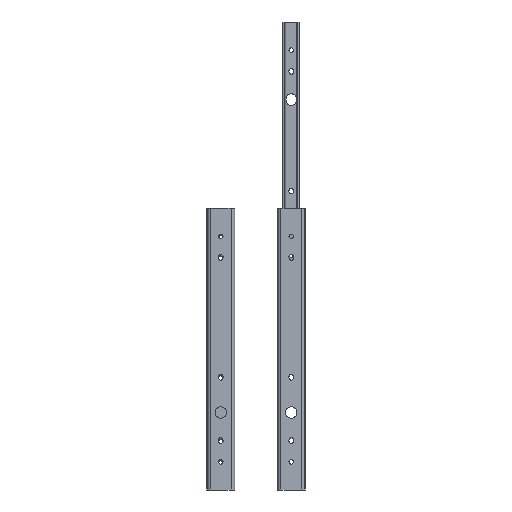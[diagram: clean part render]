
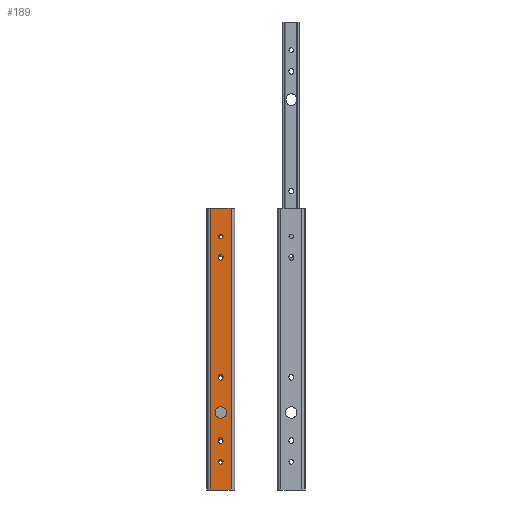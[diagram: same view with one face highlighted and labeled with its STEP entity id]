
A CAD part, left-side view. The second image highlights one B-rep face of the part: STEP entity #189.
In plain terms, the highlighted planar face has unit normal (-1, 0, 0).
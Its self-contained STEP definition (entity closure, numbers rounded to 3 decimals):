
#189=ADVANCED_FACE('',(#377,#378,#379,#380,#381,#382,#383),#376,.T.);
#376=PLANE('',#2012);
#377=FACE_OUTER_BOUND('',#2013,.T.);
#378=FACE_BOUND('',#2014,.T.);
#379=FACE_BOUND('',#2015,.T.);
#380=FACE_BOUND('',#2016,.T.);
#381=FACE_BOUND('',#2017,.T.);
#382=FACE_BOUND('',#2018,.T.);
#383=FACE_BOUND('',#2019,.T.);
#2009=CARTESIAN_POINT('',(0.,58.8,-368.605));
#2010=DIRECTION('',(-1.,0.,0.));
#2011=DIRECTION('',(0.,-1.,0.));
#2012=AXIS2_PLACEMENT_3D('',#2009,#2010,#2011);
#2013=EDGE_LOOP('',(#2874,#2875,#2876,#2877));
#2014=EDGE_LOOP('',(#2878,#2879));
#2015=EDGE_LOOP('',(#2880,#2881));
#2016=EDGE_LOOP('',(#2882,#2883,#2884,#2885));
#2017=EDGE_LOOP('',(#2886,#2887));
#2018=EDGE_LOOP('',(#2888,#2889,#2890,#2891));
#2019=EDGE_LOOP('',(#2892,#2893,#2894,#2895));
#2874=ORIENTED_EDGE('',*,*,#3783,.F.);
#2875=ORIENTED_EDGE('',*,*,#3784,.F.);
#2876=ORIENTED_EDGE('',*,*,#3773,.T.);
#2877=ORIENTED_EDGE('',*,*,#3785,.T.);
#2878=ORIENTED_EDGE('',*,*,#3786,.T.);
#2879=ORIENTED_EDGE('',*,*,#3787,.T.);
#2880=ORIENTED_EDGE('',*,*,#3788,.T.);
#2881=ORIENTED_EDGE('',*,*,#3789,.T.);
#2882=ORIENTED_EDGE('',*,*,#3790,.T.);
#2883=ORIENTED_EDGE('',*,*,#3791,.T.);
#2884=ORIENTED_EDGE('',*,*,#3792,.T.);
#2885=ORIENTED_EDGE('',*,*,#3793,.T.);
#2886=ORIENTED_EDGE('',*,*,#3794,.T.);
#2887=ORIENTED_EDGE('',*,*,#3795,.T.);
#2888=ORIENTED_EDGE('',*,*,#3796,.T.);
#2889=ORIENTED_EDGE('',*,*,#3797,.T.);
#2890=ORIENTED_EDGE('',*,*,#3798,.T.);
#2891=ORIENTED_EDGE('',*,*,#3799,.T.);
#2892=ORIENTED_EDGE('',*,*,#3800,.T.);
#2893=ORIENTED_EDGE('',*,*,#3801,.T.);
#2894=ORIENTED_EDGE('',*,*,#3802,.T.);
#2895=ORIENTED_EDGE('',*,*,#3803,.T.);
#3773=EDGE_CURVE('',#4343,#4336,#4344,.T.);
#3783=EDGE_CURVE('',#4411,#4412,#4413,.T.);
#3784=EDGE_CURVE('',#4343,#4411,#4419,.T.);
#3785=EDGE_CURVE('',#4336,#4412,#4425,.T.);
#3786=EDGE_CURVE('',#4431,#4432,#4433,.T.);
#3787=EDGE_CURVE('',#4432,#4431,#4439,.T.);
#3788=EDGE_CURVE('',#4445,#4446,#4447,.T.);
#3789=EDGE_CURVE('',#4446,#4445,#4453,.T.);
#3790=EDGE_CURVE('',#4459,#4460,#4461,.T.);
#3791=EDGE_CURVE('',#4460,#4467,#4468,.T.);
#3792=EDGE_CURVE('',#4467,#4474,#4475,.T.);
#3793=EDGE_CURVE('',#4474,#4459,#4481,.T.);
#3794=EDGE_CURVE('',#4487,#4488,#4489,.T.);
#3795=EDGE_CURVE('',#4488,#4487,#4495,.T.);
#3796=EDGE_CURVE('',#4501,#4502,#4503,.T.);
#3797=EDGE_CURVE('',#4502,#4509,#4510,.T.);
#3798=EDGE_CURVE('',#4509,#4516,#4517,.T.);
#3799=EDGE_CURVE('',#4516,#4501,#4523,.T.);
#3800=EDGE_CURVE('',#4529,#4530,#4531,.T.);
#3801=EDGE_CURVE('',#4530,#4537,#4538,.T.);
#3802=EDGE_CURVE('',#4537,#4544,#4545,.T.);
#3803=EDGE_CURVE('',#4544,#4529,#4551,.T.);
#4336=VERTEX_POINT('',#7332);
#4343=VERTEX_POINT('',#7337);
#4344=LINE('',#7338,#7339);
#4411=VERTEX_POINT('',#7379);
#4412=VERTEX_POINT('',#7380);
#4413=LINE('',#7381,#7382);
#4419=LINE('',#7384,#7385);
#4425=LINE('',#7387,#7388);
#4431=VERTEX_POINT('',#7390);
#4432=VERTEX_POINT('',#7391);
#4433=CIRCLE('',#7395,1.6);
#4439=CIRCLE('',#7399,1.6);
#4445=VERTEX_POINT('',#7400);
#4446=VERTEX_POINT('',#7401);
#4447=CIRCLE('',#7405,1.6);
#4453=CIRCLE('',#7409,1.6);
#4459=VERTEX_POINT('',#7410);
#4460=VERTEX_POINT('',#7411);
#4461=CIRCLE('',#7415,1.6);
#4467=VERTEX_POINT('',#7416);
#4468=LINE('',#7417,#7418);
#4474=VERTEX_POINT('',#7420);
#4475=CIRCLE('',#7424,1.6);
#4481=LINE('',#7425,#7426);
#4487=VERTEX_POINT('',#7428);
#4488=VERTEX_POINT('',#7429);
#4489=CIRCLE('',#7433,4.);
#4495=CIRCLE('',#7437,4.);
#4501=VERTEX_POINT('',#7438);
#4502=VERTEX_POINT('',#7439);
#4503=LINE('',#7440,#7441);
#4509=VERTEX_POINT('',#7443);
#4510=CIRCLE('',#7447,1.6);
#4516=VERTEX_POINT('',#7448);
#4517=LINE('',#7449,#7450);
#4523=CIRCLE('',#7455,1.6);
#4529=VERTEX_POINT('',#7456);
#4530=VERTEX_POINT('',#7457);
#4531=CIRCLE('',#7461,1.6);
#4537=VERTEX_POINT('',#7462);
#4538=LINE('',#7463,#7464);
#4544=VERTEX_POINT('',#7466);
#4545=CIRCLE('',#7470,1.6);
#4551=LINE('',#7471,#7472);
#7332=CARTESIAN_POINT('',(0.,42.667,-358.605));
#7337=CARTESIAN_POINT('',(0.,57.333,-358.605));
#7338=CARTESIAN_POINT('',(0.,57.333,-358.605));
#7339=VECTOR('',#7340,14.667);
#7340=DIRECTION('',(0.,-1.,0.));
#7379=CARTESIAN_POINT('',(0.,57.333,-158.605));
#7380=CARTESIAN_POINT('',(0.,42.667,-158.605));
#7381=CARTESIAN_POINT('',(0.,57.333,-158.605));
#7382=VECTOR('',#7383,14.667);
#7383=DIRECTION('',(0.,-1.,0.));
#7384=CARTESIAN_POINT('',(0.,57.333,-358.605));
#7385=VECTOR('',#7386,200.);
#7386=DIRECTION('',(0.,0.,1.));
#7387=CARTESIAN_POINT('',(0.,42.667,-358.605));
#7388=VECTOR('',#7389,200.);
#7389=DIRECTION('',(0.,0.,1.));
#7390=CARTESIAN_POINT('',(0.,50.,-340.205));
#7391=CARTESIAN_POINT('',(0.,50.,-337.005));
#7392=CARTESIAN_POINT('',(0.,50.,-338.605));
#7393=DIRECTION('',(1.,0.,0.));
#7394=DIRECTION('',(0.,0.,-1.));
#7395=AXIS2_PLACEMENT_3D('',#7392,#7393,#7394);
#7396=CARTESIAN_POINT('',(0.,50.,-338.605));
#7397=DIRECTION('',(1.,0.,0.));
#7398=DIRECTION('',(0.,0.,-1.));
#7399=AXIS2_PLACEMENT_3D('',#7396,#7397,#7398);
#7400=CARTESIAN_POINT('',(0.,50.,-180.205));
#7401=CARTESIAN_POINT('',(0.,50.,-177.005));
#7402=CARTESIAN_POINT('',(0.,50.,-178.605));
#7403=DIRECTION('',(1.,0.,0.));
#7404=DIRECTION('',(0.,0.,-1.));
#7405=AXIS2_PLACEMENT_3D('',#7402,#7403,#7404);
#7406=CARTESIAN_POINT('',(0.,50.,-178.605));
#7407=DIRECTION('',(1.,0.,0.));
#7408=DIRECTION('',(0.,0.,-1.));
#7409=AXIS2_PLACEMENT_3D('',#7406,#7407,#7408);
#7410=CARTESIAN_POINT('',(0.,48.4,-279.005));
#7411=CARTESIAN_POINT('',(0.,51.6,-279.005));
#7412=CARTESIAN_POINT('',(0.,50.,-279.005));
#7413=DIRECTION('',(1.,0.,0.));
#7414=DIRECTION('',(0.,0.,1.));
#7415=AXIS2_PLACEMENT_3D('',#7412,#7413,#7414);
#7416=CARTESIAN_POINT('',(0.,51.6,-278.205));
#7417=CARTESIAN_POINT('',(0.,51.6,-279.005));
#7418=VECTOR('',#7419,0.8);
#7419=DIRECTION('',(0.,0.,1.));
#7420=CARTESIAN_POINT('',(0.,48.4,-278.205));
#7421=CARTESIAN_POINT('',(0.,50.,-278.205));
#7422=DIRECTION('',(1.,0.,0.));
#7423=DIRECTION('',(0.,1.,0.));
#7424=AXIS2_PLACEMENT_3D('',#7421,#7422,#7423);
#7425=CARTESIAN_POINT('',(0.,48.4,-278.205));
#7426=VECTOR('',#7427,0.8);
#7427=DIRECTION('',(0.,0.,-1.));
#7428=CARTESIAN_POINT('',(0.,50.,-307.605));
#7429=CARTESIAN_POINT('',(0.,50.,-299.605));
#7430=CARTESIAN_POINT('',(0.,50.,-303.605));
#7431=DIRECTION('',(1.,0.,0.));
#7432=DIRECTION('',(0.,0.,-1.));
#7433=AXIS2_PLACEMENT_3D('',#7430,#7431,#7432);
#7434=CARTESIAN_POINT('',(0.,50.,-303.605));
#7435=DIRECTION('',(1.,0.,0.));
#7436=DIRECTION('',(0.,0.,-1.));
#7437=AXIS2_PLACEMENT_3D('',#7434,#7435,#7436);
#7438=CARTESIAN_POINT('',(0.,48.4,-193.205));
#7439=CARTESIAN_POINT('',(0.,48.4,-194.005));
#7440=CARTESIAN_POINT('',(0.,48.4,-193.205));
#7441=VECTOR('',#7442,0.8);
#7442=DIRECTION('',(0.,0.,-1.));
#7443=CARTESIAN_POINT('',(0.,51.6,-194.005));
#7444=CARTESIAN_POINT('',(0.,50.,-194.005));
#7445=DIRECTION('',(1.,0.,0.));
#7446=DIRECTION('',(0.,0.,1.));
#7447=AXIS2_PLACEMENT_3D('',#7444,#7445,#7446);
#7448=CARTESIAN_POINT('',(0.,51.6,-193.205));
#7449=CARTESIAN_POINT('',(0.,51.6,-194.005));
#7450=VECTOR('',#7451,0.8);
#7451=DIRECTION('',(0.,0.,1.));
#7452=CARTESIAN_POINT('',(0.,50.,-193.205));
#7453=DIRECTION('',(1.,0.,0.));
#7454=DIRECTION('',(0.,1.,0.));
#7455=AXIS2_PLACEMENT_3D('',#7452,#7453,#7454);
#7456=CARTESIAN_POINT('',(0.,48.4,-324.005));
#7457=CARTESIAN_POINT('',(0.,51.6,-324.005));
#7458=CARTESIAN_POINT('',(0.,50.,-324.005));
#7459=DIRECTION('',(1.,0.,0.));
#7460=DIRECTION('',(0.,0.,1.));
#7461=AXIS2_PLACEMENT_3D('',#7458,#7459,#7460);
#7462=CARTESIAN_POINT('',(0.,51.6,-323.205));
#7463=CARTESIAN_POINT('',(0.,51.6,-324.005));
#7464=VECTOR('',#7465,0.8);
#7465=DIRECTION('',(0.,0.,1.));
#7466=CARTESIAN_POINT('',(0.,48.4,-323.205));
#7467=CARTESIAN_POINT('',(0.,50.,-323.205));
#7468=DIRECTION('',(1.,0.,0.));
#7469=DIRECTION('',(0.,1.,0.));
#7470=AXIS2_PLACEMENT_3D('',#7467,#7468,#7469);
#7471=CARTESIAN_POINT('',(0.,48.4,-323.205));
#7472=VECTOR('',#7473,0.8);
#7473=DIRECTION('',(0.,0.,-1.));
